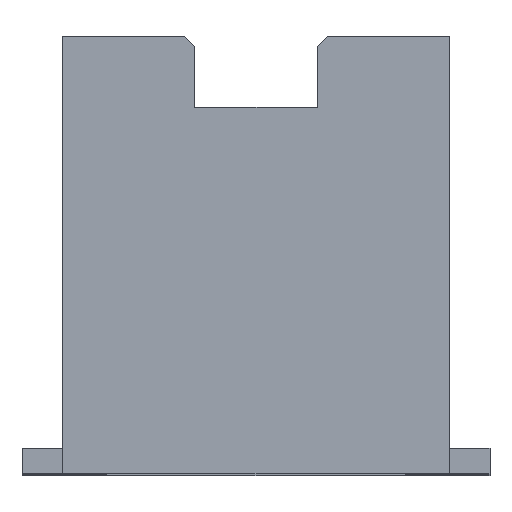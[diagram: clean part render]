
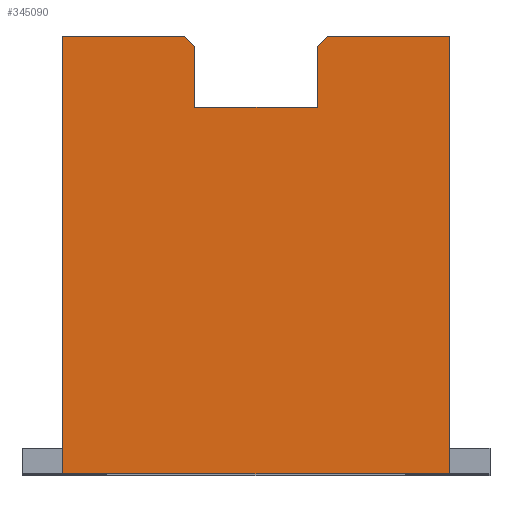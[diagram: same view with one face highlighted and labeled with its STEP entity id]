
A CAD part, top view. The second image highlights one B-rep face of the part: STEP entity #345090.
In plain terms, the highlighted face is planar.
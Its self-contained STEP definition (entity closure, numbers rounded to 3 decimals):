
#117690=CARTESIAN_POINT('',(-2.082,0.,-26.465));
#117700=DIRECTION('',(0.,-1.,0.));
#117710=VECTOR('',#117700,1.);
#117720=LINE('',#117690,#117710);
#117730=CARTESIAN_POINT('',(-2.082,1.097,-26.465));
#117740=VERTEX_POINT('',#117730);
#117750=CARTESIAN_POINT('',(-2.082,-3.203,-26.465));
#117760=VERTEX_POINT('',#117750);
#117770=EDGE_CURVE('',#117740,#117760,#117720,.T.);
#160780=CARTESIAN_POINT('',(0.,-2.685,-26.465));
#160790=DIRECTION('',(-0.707,0.707,0.));
#160800=VECTOR('',#160790,1.);
#160810=LINE('',#160780,#160800);
#160820=CARTESIAN_POINT('',(0.518,-3.203,-26.465));
#160830=VERTEX_POINT('',#160820);
#160840=CARTESIAN_POINT('',(0.418,-3.103,-26.465));
#160850=VERTEX_POINT('',#160840);
#160860=EDGE_CURVE('',#160830,#160850,#160810,.T.);
#207000=CARTESIAN_POINT('',(0.,-3.203,-26.465));
#207010=DIRECTION('',(-1.,0.,0.));
#207020=VECTOR('',#207010,1.);
#207030=LINE('',#207000,#207020);
#207040=CARTESIAN_POINT('',(1.718,-3.203,-26.465));
#207050=VERTEX_POINT('',#207040);
#207060=EDGE_CURVE('',#207050,#160830,#207030,.T.);
#299610=CARTESIAN_POINT('',(0.418,0.,-26.465));
#299620=DIRECTION('',(0.,1.,0.));
#299630=VECTOR('',#299620,1.);
#299640=LINE('',#299610,#299630);
#299650=CARTESIAN_POINT('',(0.418,-2.503,-26.465));
#299660=VERTEX_POINT('',#299650);
#299670=EDGE_CURVE('',#160850,#299660,#299640,.T.);
#299870=CARTESIAN_POINT('',(-0.882,-3.203,-26.465));
#299880=VERTEX_POINT('',#299870);
#300050=CARTESIAN_POINT('',(-0.782,-3.103,-26.465));
#300060=VERTEX_POINT('',#300050);
#300090=CARTESIAN_POINT('',(-0.365,-2.685,-26.465));
#300100=DIRECTION('',(0.707,0.707,
0.));
#300110=VECTOR('',#300100,1.);
#300120=LINE('',#300090,#300110);
#300130=EDGE_CURVE('',#299880,#300060,#300120,.T.);
#310120=CARTESIAN_POINT('',(-0.365,-3.203,-26.465));
#310130=DIRECTION('',(1.,0.,0.));
#310140=VECTOR('',#310130,1.);
#310150=LINE('',#310120,#310140);
#310160=EDGE_CURVE('',#117760,#299880,#310150,.T.);
#310320=CARTESIAN_POINT('',(-0.782,-2.503,-26.465));
#310330=VERTEX_POINT('',#310320);
#310360=CARTESIAN_POINT('',(-0.782,0.,-26.465));
#310370=DIRECTION('',(0.,1.,0.));
#310380=VECTOR('',#310370,1.);
#310390=LINE('',#310360,#310380);
#310400=EDGE_CURVE('',#300060,#310330,#310390,.T.);
#323160=CARTESIAN_POINT('',(-0.365,-2.503,-26.465));
#323170=DIRECTION('',(1.,0.,0.));
#323180=VECTOR('',#323170,1.);
#323190=LINE('',#323160,#323180);
#323200=EDGE_CURVE('',#310330,#299660,#323190,.T.);
#344800=CARTESIAN_POINT('',(-0.603,0.897,-26.465
));
#344810=DIRECTION('',(0.,0.,-1.));
#344820=DIRECTION('',(1.,0.,0.));
#344830=AXIS2_PLACEMENT_3D('',#344800,#344810,#344820);
#344840=PLANE('',#344830);
#344850=ORIENTED_EDGE('',*,*,#117770,.F.);
#344860=ORIENTED_EDGE('',*,*,#310160,.F.);
#344870=ORIENTED_EDGE('',*,*,#300130,.F.);
#344880=ORIENTED_EDGE('',*,*,#310400,.F.);
#344890=ORIENTED_EDGE('',*,*,#323200,.F.);
#344900=ORIENTED_EDGE('',*,*,#299670,.T.);
#344910=ORIENTED_EDGE('',*,*,#160860,.T.);
#344920=ORIENTED_EDGE('',*,*,#207060,.T.);
#344930=CARTESIAN_POINT('',(1.718,0.,-26.465));
#344940=DIRECTION('',(0.,-1.,0.));
#344950=VECTOR('',#344940,1.);
#344960=LINE('',#344930,#344950);
#344970=CARTESIAN_POINT('',(1.718,1.097,-26.465));
#344980=VERTEX_POINT('',#344970);
#344990=EDGE_CURVE('',#344980,#207050,#344960,.T.);
#345000=ORIENTED_EDGE('',*,*,#344990,.T.);
#345010=CARTESIAN_POINT('',(0.,1.097,-26.465));
#345020=DIRECTION('',(1.,0.,0.));
#345030=VECTOR('',#345020,1.);
#345040=LINE('',#345010,#345030);
#345050=EDGE_CURVE('',#117740,#344980,#345040,.T.);
#345060=ORIENTED_EDGE('',*,*,#345050,.T.);
#345070=EDGE_LOOP('',(#345060,#345000,#344920,#344910,#344900,#344890,
#344880,#344870,#344860,#344850));
#345080=FACE_OUTER_BOUND('',#345070,.T.);
#345090=ADVANCED_FACE('',(#345080),#344840,.T.);
